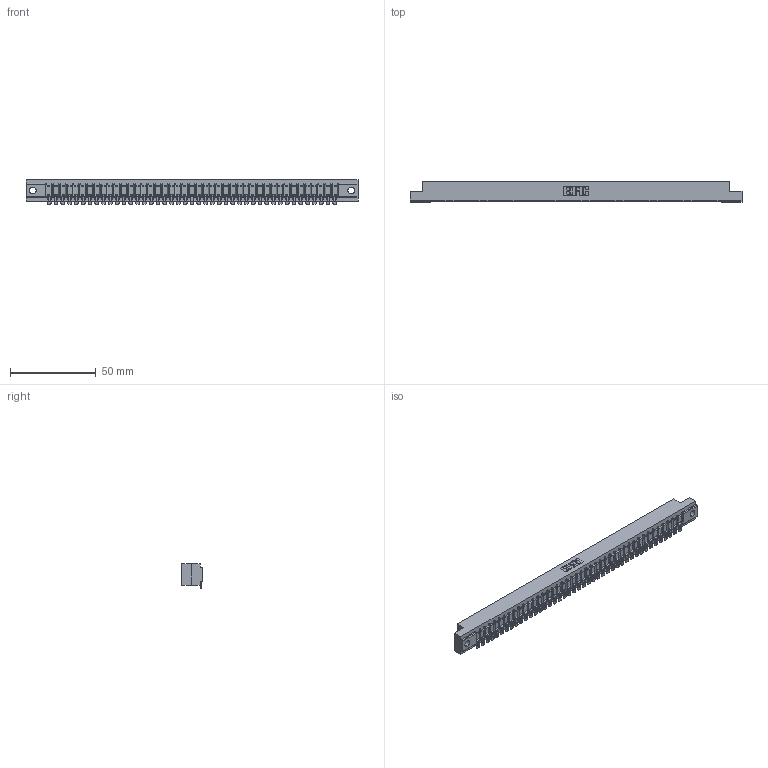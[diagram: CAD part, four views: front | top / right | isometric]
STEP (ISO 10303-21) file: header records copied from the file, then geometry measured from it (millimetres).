
FILE_DESCRIPTION (( 'STEP AP203' ), '1' );
FILE_NAME ('307-043-554-104.STEP', '2019-09-05T12:36:14', ( '' ), ( '' ), 'SwSTEP 2.0', 'SolidWorks 2016', '' );
FILE_SCHEMA (( 'CONFIG_CONTROL_DESIGN' ));
Length unit declared in the file: inch
Products named in the file (3): 307 Part_.156 Dia Mounting Holes; 307-290-002_554; 307-043-554-104
Assembly tree (44 placements, depth 2):
  307-043-554-104
    307 Part_.156 Dia Mounting Holes
    307-290-002_554  x43
Bounding box: 193.4 x 12.01 x 14.52 mm (x, y, z)
Volume: 20612.8 mm3; surface area: 25940.9 mm2
Topology: 44 solids, 44 shells, 3659 faces, 11238 edges, 7372 vertices
Faces by surface type: plane 2062, cylinder 1509, sphere 88
Entity records: 38123 total; most frequent: CARTESIAN_POINT 6436, ORIENTED_EDGE 6424, DIRECTION 6250, EDGE_CURVE 3212, LINE 2462, VECTOR 2462, VERTEX_POINT 2080, AXIS2_PLACEMENT_3D 1894
